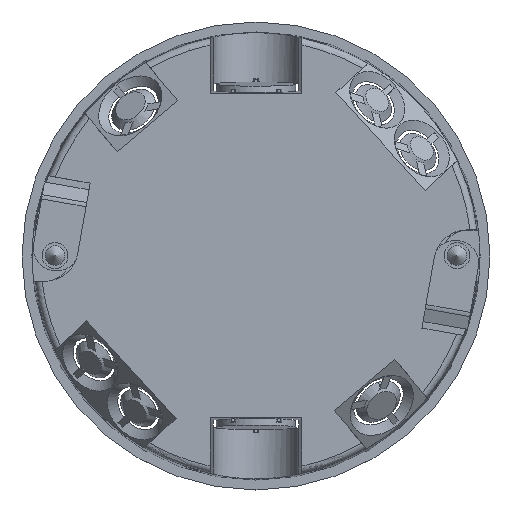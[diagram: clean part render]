
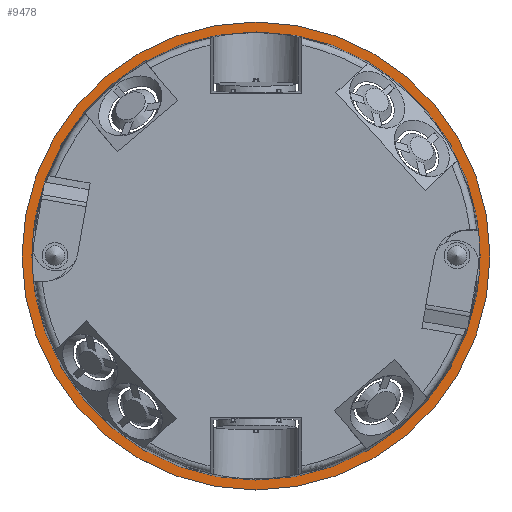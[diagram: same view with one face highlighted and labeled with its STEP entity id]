
A CAD part, top view. The second image highlights one B-rep face of the part: STEP entity #9478.
In plain terms, the highlighted planar face has unit normal (0, 0, 1).
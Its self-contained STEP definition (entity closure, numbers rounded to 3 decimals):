
#303 = ORIENTED_EDGE ( 'NONE', *, *, #1981, .F. ) ;
#810 = CIRCLE ( 'NONE', #6001, 35.4 ) ;
#874 = DIRECTION ( 'NONE',  ( 0., 0., 1. ) ) ;
#1302 = DIRECTION ( 'NONE',  ( 0., 0., 1. ) ) ;
#1981 = EDGE_CURVE ( 'NONE', #8939, #8939, #11155, .T. ) ;
#2215 = CARTESIAN_POINT ( 'NONE',  ( 0., 0., 0.6 ) ) ;
#2815 = DIRECTION ( 'NONE',  ( 1., 0., 0. ) ) ;
#2983 = PLANE ( 'NONE',  #4832 ) ;
#3568 = CARTESIAN_POINT ( 'NONE',  ( 33.9, 0., 0.6 ) ) ;
#4700 = VERTEX_POINT ( 'NONE', #8440 ) ;
#4832 = AXIS2_PLACEMENT_3D ( 'NONE', #6655, #10321, #5744 ) ;
#5744 = DIRECTION ( 'NONE',  ( 1., 0., 0. ) ) ;
#6001 = AXIS2_PLACEMENT_3D ( 'NONE', #2215, #1302, #7823 ) ;
#6363 = AXIS2_PLACEMENT_3D ( 'NONE', #8290, #874, #2815 ) ;
#6384 = EDGE_LOOP ( 'NONE', ( #303 ) ) ;
#6655 = CARTESIAN_POINT ( 'NONE',  ( 0., 0., 0.6 ) ) ;
#7823 = DIRECTION ( 'NONE',  ( 1., 0., 0. ) ) ;
#8290 = CARTESIAN_POINT ( 'NONE',  ( 0., 0., 0.6 ) ) ;
#8406 = FACE_BOUND ( 'NONE', #6384, .T. ) ;
#8440 = CARTESIAN_POINT ( 'NONE',  ( 35.4, 0., 0.6 ) ) ;
#8604 = ORIENTED_EDGE ( 'NONE', *, *, #10372, .T. ) ;
#8939 = VERTEX_POINT ( 'NONE', #3568 ) ;
#9478 = ADVANCED_FACE ( 'NONE', ( #8406, #11213 ), #2983, .T. ) ;
#10189 = EDGE_LOOP ( 'NONE', ( #8604 ) ) ;
#10321 = DIRECTION ( 'NONE',  ( 0., 0., 1. ) ) ;
#10372 = EDGE_CURVE ( 'NONE', #4700, #4700, #810, .T. ) ;
#11155 = CIRCLE ( 'NONE', #6363, 33.9 ) ;
#11213 = FACE_OUTER_BOUND ( 'NONE', #10189, .T. ) ;
